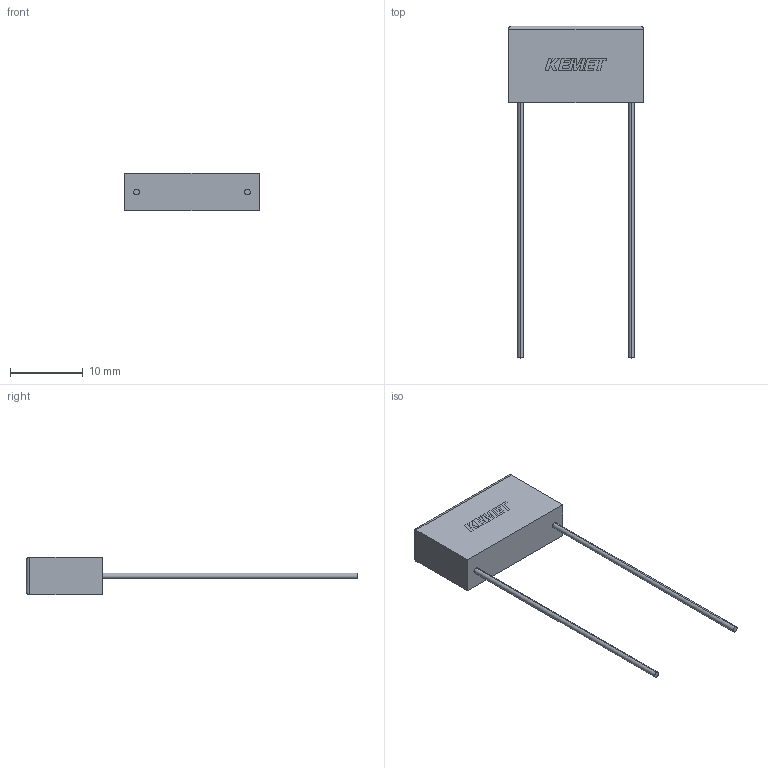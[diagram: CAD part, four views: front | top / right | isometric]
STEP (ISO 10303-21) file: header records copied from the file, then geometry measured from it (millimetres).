
FILE_DESCRIPTION (( 'STEP AP214' ), '1' );
FILE_NAME ('CFR_MOLDED_18.5X10.5X5.2_L18.5H10.5T5.2S15.2LL35F0.8.STEP', '2021-04-20T20:38:36', ( '' ), ( '' ), 'SwSTEP 2.0', 'SolidWorks 2014', '' );
FILE_SCHEMA (( 'AUTOMOTIVE_DESIGN' ));
Length unit declared in the file: millimetre
Products named in the file (1): CFR_MOLDED_18.5X10.5X5.2_L18.5H10.5T5.2S15.2LL35F0.8
Bounding box: 18.5 x 45.5 x 5.21 mm (x, y, z)
Volume: 1042.8 mm3; surface area: 872.3 mm2
Topology: 4 solids, 4 shells, 73 faces, 185 edges, 122 vertices
Faces by surface type: plane 65, cylinder 8
Entity records: 2392 total; most frequent: CARTESIAN_POINT 393, ORIENTED_EDGE 370, DIRECTION 337, EDGE_CURVE 185, VECTOR 173, LINE 173, VERTEX_POINT 122, AXIS2_PLACEMENT_3D 82
